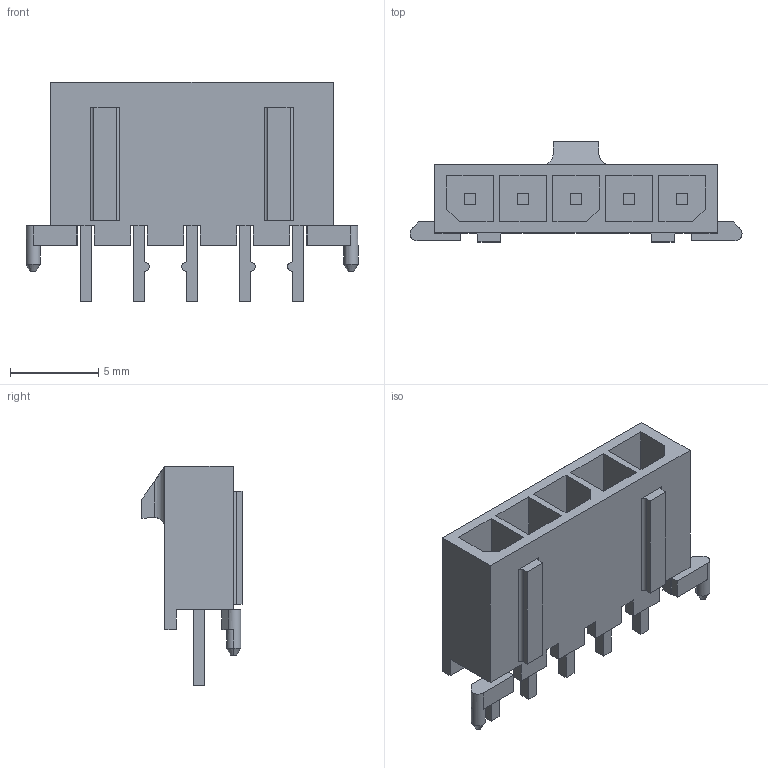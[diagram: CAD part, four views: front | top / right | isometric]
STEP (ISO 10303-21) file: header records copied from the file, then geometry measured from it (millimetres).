
FILE_DESCRIPTION((''),'2;1');
FILE_NAME('C-2-1445050-5','2011-08-25T',('workeradm'),('Tyco Electronics Ltd.'),'PRO/ENGINEER BY PARAMETRIC TECHNOLOGY CORPORATION, 2010430','PRO/ENGINEER BY PARAMETRIC TECHNOLOGY CORPORATION, 2010430','');
FILE_SCHEMA(('AUTOMOTIVE_DESIGN { 1 0 10303 214 1 1 1 1 }'));
Length unit declared in the file: millimetre
Products named in the file (1): C-2-1445050-5
Bounding box: 18.8 x 5.67 x 12.42 mm (x, y, z)
Volume: 342.9 mm3; surface area: 991.4 mm2
Topology: 1 solids, 1 shells, 176 faces, 463 edges, 306 vertices
Faces by surface type: plane 157, cylinder 15, cone 4
Entity records: 5624 total; most frequent: CARTESIAN_POINT 989, ORIENTED_EDGE 926, DIRECTION 845, EDGE_CURVE 463, VECTOR 425, LINE 425, VERTEX_POINT 306, AXIS2_PLACEMENT_3D 210
